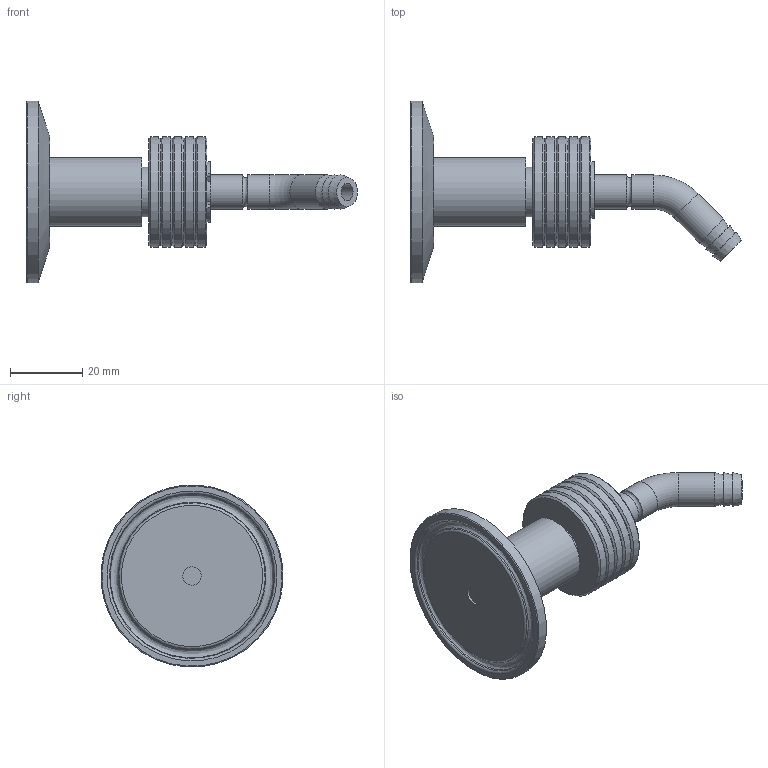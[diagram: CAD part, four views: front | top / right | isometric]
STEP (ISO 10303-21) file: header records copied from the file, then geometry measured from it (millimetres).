
FILE_DESCRIPTION((''),'2;1');
FILE_NAME('OFSV45F - 1.stp','2015-01-26T19:32:18',('Administrator'),(''),'Autodesk Inventor 2010','Autodesk Inventor 2010','');
FILE_SCHEMA(('AUTOMOTIVE_DESIGN { 1 0 10303 214 1 1 1 1 }'));
Length unit declared in the file: inch
Products named in the file (1): OFSV45F - 1_Shrinkwrap_1
Bounding box: 91.3 x 50.2 x 50.2 mm (x, y, z)
Surface area: 11822.6 mm2 (no closed solid volume)
Topology: 0 solids, 7 shells, 63 faces, 152 edges, 100 vertices
Faces by surface type: cylinder 23, plane 18, cone 16, torus 4, bspline 2
Full cylindrical faces by diameter (mm): 4.699 x2, 5.08 x1, 7.544 x1, 9.398 x3, 13.716 x1, 19.05 x1, 30.48 x5, 50.292 x1
Entity records: 1942 total; most frequent: CARTESIAN_POINT 520, DIRECTION 300, ORIENTED_EDGE 173, AXIS2_PLACEMENT_3D 135, EDGE_LOOP 114, EDGE_CURVE 107, VERTEX_POINT 93, CIRCLE 73
